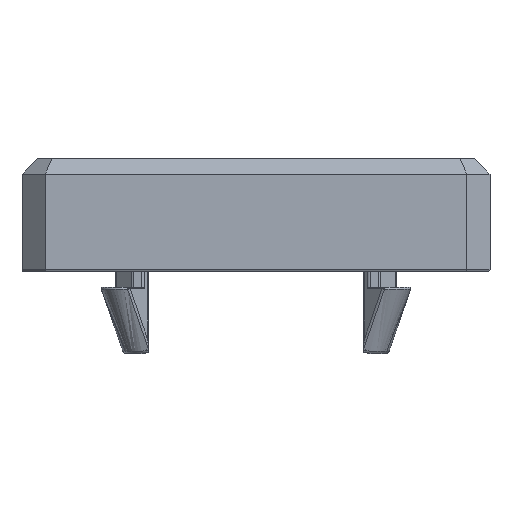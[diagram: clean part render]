
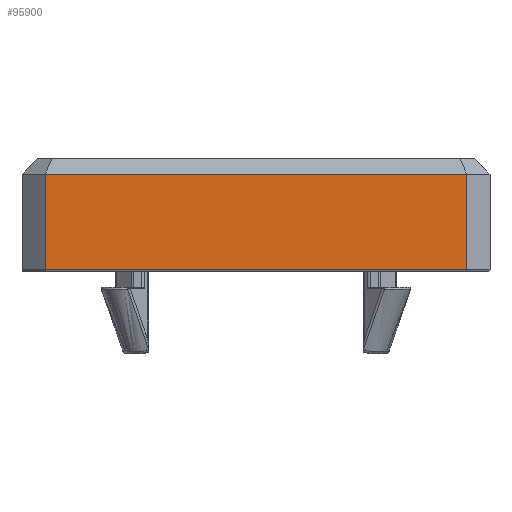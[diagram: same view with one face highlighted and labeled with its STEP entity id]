
A CAD part, left-side view. The second image highlights one B-rep face of the part: STEP entity #95900.
In plain terms, the highlighted planar face has unit normal (-1, 0, 0).
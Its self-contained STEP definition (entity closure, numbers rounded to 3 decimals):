
#41763=CARTESIAN_POINT('',(-74.,27.,0.3));
#41764=VERTEX_POINT('',#41763);
#41825=CARTESIAN_POINT('',(-74.,-27.,0.3));
#41826=VERTEX_POINT('',#41825);
#41834=CARTESIAN_POINT('',(-74.,-27.,0.3));
#41835=DIRECTION('',(0.0,1.0,0.0));
#41836=VECTOR('',#41835,54.0);
#41837=LINE('',#41834,#41836);
#41838=EDGE_CURVE('',#41826,#41764,#41837,.T.);
#42015=CARTESIAN_POINT('',(-74.,27.,12.5));
#42016=VERTEX_POINT('',#42015);
#42017=CARTESIAN_POINT('',(-74.,27.,0.3));
#42018=DIRECTION('',(0.0,0.0,1.0));
#42019=VECTOR('',#42018,12.2);
#42020=LINE('',#42017,#42019);
#42021=EDGE_CURVE('',#41764,#42016,#42020,.T.);
#95815=CARTESIAN_POINT('',(-74.,-27.,12.5));
#95816=VERTEX_POINT('',#95815);
#95845=CARTESIAN_POINT('',(-74.,27.,12.5));
#95846=DIRECTION('',(0.0,-1.0,0.0));
#95847=VECTOR('',#95846,54.0);
#95848=LINE('',#95845,#95847);
#95849=EDGE_CURVE('',#42016,#95816,#95848,.T.);
#95884=CARTESIAN_POINT('',(-74.,-27.,0.0));
#95885=DIRECTION('',(-1.0,0.0,0.0));
#95886=DIRECTION('',(0.0,0.0,1.0));
#95887=AXIS2_PLACEMENT_3D('',#95884,#95885,#95886);
#95888=PLANE('',#95887);
#95889=ORIENTED_EDGE('',*,*,#41838,.F.);
#95890=CARTESIAN_POINT('',(-74.,-27.,0.3));
#95891=DIRECTION('',(0.0,0.0,1.0));
#95892=VECTOR('',#95891,12.2);
#95893=LINE('',#95890,#95892);
#95894=EDGE_CURVE('',#41826,#95816,#95893,.T.);
#95895=ORIENTED_EDGE('',*,*,#95894,.T.);
#95896=ORIENTED_EDGE('',*,*,#95849,.F.);
#95897=ORIENTED_EDGE('',*,*,#42021,.F.);
#95898=EDGE_LOOP('',(#95889,#95895,#95896,#95897));
#95899=FACE_OUTER_BOUND('',#95898,.T.);
#95900=ADVANCED_FACE('',(#95899),#95888,.T.);
